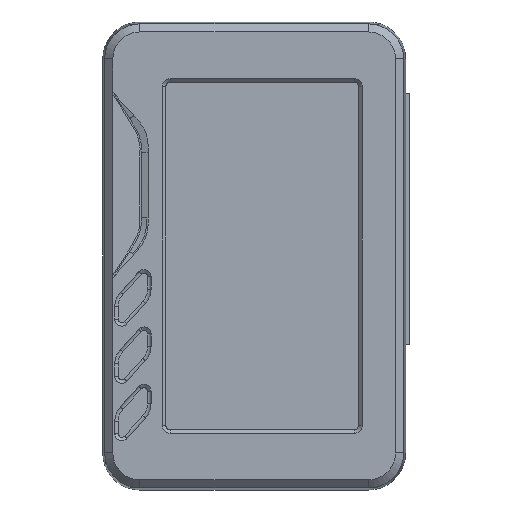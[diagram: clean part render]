
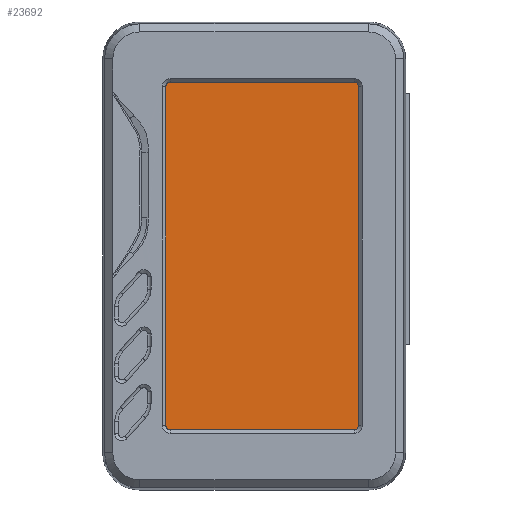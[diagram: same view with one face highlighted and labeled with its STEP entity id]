
A CAD part, top view. The second image highlights one B-rep face of the part: STEP entity #23692.
In plain terms, the highlighted planar face has unit normal (0, 0, 1).
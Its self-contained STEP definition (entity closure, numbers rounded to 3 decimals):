
#2236 = DIRECTION ( 'NONE',  ( 1., 0., 0. ) ) ;
#4613 = VERTEX_POINT ( 'NONE', #22877 ) ;
#9942 = EDGE_CURVE ( 'NONE', #4613, #36450, #30362, .T. ) ;
#10022 = CARTESIAN_POINT ( 'NONE',  ( 94.384, 129.601, 87.703 ) ) ;
#10562 = CARTESIAN_POINT ( 'NONE',  ( 38.584, 129.601, 87.703 ) ) ;
#11172 = LINE ( 'NONE', #36296, #33272 ) ;
#11568 = VERTEX_POINT ( 'NONE', #10562 ) ;
#12066 = AXIS2_PLACEMENT_3D ( 'NONE', #23754, #12494, #2236 ) ;
#12494 = DIRECTION ( 'NONE',  ( 0., 0., 1. ) ) ;
#14006 = CARTESIAN_POINT ( 'NONE',  ( 38.584, 32.601, 87.703 ) ) ;
#15826 = DIRECTION ( 'NONE',  ( 0., -1., 0. ) ) ;
#17286 = CARTESIAN_POINT ( 'NONE',  ( 38.584, 129.601, 87.703 ) ) ;
#19040 = ORIENTED_EDGE ( 'NONE', *, *, #41110, .T. ) ;
#19502 = DIRECTION ( 'NONE',  ( 1., 0., 0. ) ) ;
#20457 = VECTOR ( 'NONE', #19502, 1000. ) ;
#20645 = FACE_OUTER_BOUND ( 'NONE', #39273, .T. ) ;
#22009 = VECTOR ( 'NONE', #15826, 1000. ) ;
#22877 = CARTESIAN_POINT ( 'NONE',  ( 94.384, 32.601, 87.703 ) ) ;
#23692 = ADVANCED_FACE ( 'NONE', ( #20645 ), #34730, .T. ) ;
#23754 = CARTESIAN_POINT ( 'NONE',  ( 63.134, 81.101, 87.703 ) ) ;
#25642 = LINE ( 'NONE', #17286, #22009 ) ;
#29267 = EDGE_CURVE ( 'NONE', #11568, #45464, #25642, .T. ) ;
#29402 = ORIENTED_EDGE ( 'NONE', *, *, #45776, .T. ) ;
#30362 = LINE ( 'NONE', #40862, #34855 ) ;
#33272 = VECTOR ( 'NONE', #40578, 1000. ) ;
#34168 = DIRECTION ( 'NONE',  ( 0., 1., 0. ) ) ;
#34305 = LINE ( 'NONE', #39219, #20457 ) ;
#34730 = PLANE ( 'NONE',  #12066 ) ;
#34855 = VECTOR ( 'NONE', #34168, 1000. ) ;
#36296 = CARTESIAN_POINT ( 'NONE',  ( 94.384, 129.601, 87.703 ) ) ;
#36450 = VERTEX_POINT ( 'NONE', #10022 ) ;
#39219 = CARTESIAN_POINT ( 'NONE',  ( 38.584, 32.601, 87.703 ) ) ;
#39273 = EDGE_LOOP ( 'NONE', ( #19040, #44091, #29402, #41253 ) ) ;
#40578 = DIRECTION ( 'NONE',  ( -1., 0., 0. ) ) ;
#40862 = CARTESIAN_POINT ( 'NONE',  ( 94.384, 32.601, 87.703 ) ) ;
#41110 = EDGE_CURVE ( 'NONE', #36450, #11568, #11172, .T. ) ;
#41253 = ORIENTED_EDGE ( 'NONE', *, *, #9942, .T. ) ;
#44091 = ORIENTED_EDGE ( 'NONE', *, *, #29267, .T. ) ;
#45464 = VERTEX_POINT ( 'NONE', #14006 ) ;
#45776 = EDGE_CURVE ( 'NONE', #45464, #4613, #34305, .T. ) ;
